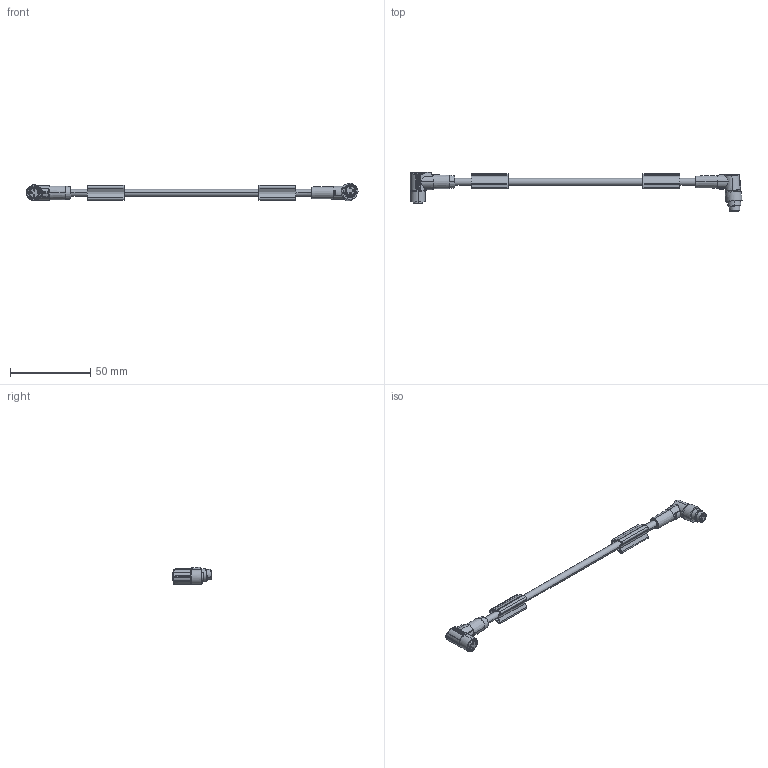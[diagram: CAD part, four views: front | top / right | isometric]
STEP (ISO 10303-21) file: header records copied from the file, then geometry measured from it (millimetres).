
FILE_DESCRIPTION(('SolidDesigner STEP Export'),'2;1');
FILE_NAME('1682139.stp','2011-10-27T14:47:22',(''),(''),'CoCreate Modeling STEP processor for AP214 (Solid Model)','CoCreate Modeling 16.00A 16-Aug-2008 (C) Parametric Technology GmbH','');
FILE_SCHEMA(('AUTOMOTIVE_DESIGN { 1 0 10303 214 1 1 1 1 }'));
Length unit declared in the file: millimetre
Products named in the file (2): 1682139
Assembly tree (1 placements, depth 2):
  1682139
    1682139
Bounding box: 206.63 x 24.56 x 11 mm (x, y, z)
Volume: 7863 mm3; surface area: 7917.2 mm2
Topology: 1 solids, 1 shells, 656 faces, 1754 edges, 1154 vertices
Faces by surface type: plane 345, cylinder 174, extrusion 73, bspline 30, cone 20, torus 14
Entity records: 35435 total; most frequent: CARTESIAN_POINT 15736, ORIENTED_EDGE 3500, DIRECTION 2562, EDGE_CURVE 1750, VERTEX_POINT 1154, VECTOR 1136, LINE 1058, EDGE_LOOP 728
